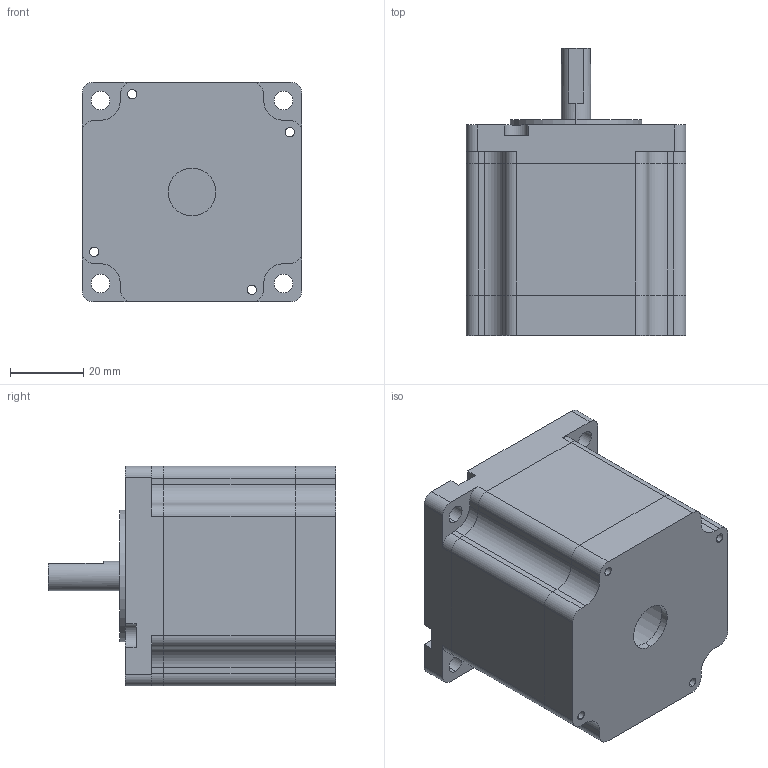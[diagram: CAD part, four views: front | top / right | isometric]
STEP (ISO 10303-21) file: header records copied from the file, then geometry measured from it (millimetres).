
FILE_DESCRIPTION (( 'STEP AP214' ), '1' );
FILE_NAME ('60HS58-D0821-009.STEP', '2020-11-26T11:41:56', ( 'wimxt.com' ), ( 'wimxt.com' ), 'SwSTEP 2.0', 'SolidWorks 2014', '' );
FILE_SCHEMA (( 'AUTOMOTIVE_DESIGN' ));
Length unit declared in the file: millimetre
Products named in the file (4): 60A2傷裔; 60A2菁釱; 60A2隅赽; 60HS58-D0821-009
Assembly tree (3 placements, depth 2):
  60HS58-D0821-009
    60A2隅赽
    60A2菁釱
    60A2傷裔
Bounding box: 60 x 78.5 x 60 mm (x, y, z)
Volume: 73166.5 mm3; surface area: 43053.7 mm2
Topology: 3 solids, 3 shells, 246 faces, 682 edges, 455 vertices
Faces by surface type: plane 125, cylinder 121
Entity records: 8272 total; most frequent: DIRECTION 1439, CARTESIAN_POINT 1389, ORIENTED_EDGE 1364, EDGE_CURVE 682, AXIS2_PLACEMENT_3D 505, VERTEX_POINT 455, LINE 429, VECTOR 429
